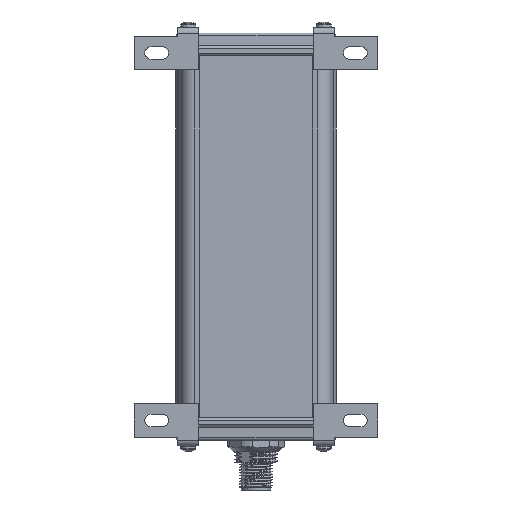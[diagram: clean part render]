
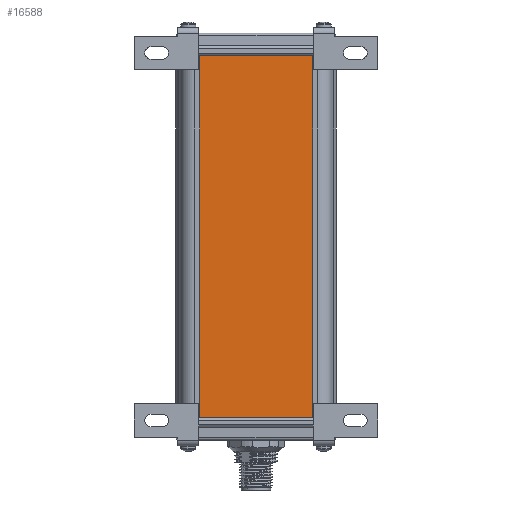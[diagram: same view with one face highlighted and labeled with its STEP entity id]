
A CAD part, front view. The second image highlights one B-rep face of the part: STEP entity #16588.
In plain terms, the highlighted planar face has unit normal (0, -1, 0).
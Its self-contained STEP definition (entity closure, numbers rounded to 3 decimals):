
#1681 = EDGE_LOOP ( 'NONE', ( #23889, #19154, #21247, #5101 ) ) ;
#3797 = VERTEX_POINT ( 'NONE', #20675 ) ;
#4605 = VERTEX_POINT ( 'NONE', #12087 ) ;
#5101 = ORIENTED_EDGE ( 'NONE', *, *, #15684, .F. ) ;
#5102 = CARTESIAN_POINT ( 'NONE',  ( -37.386, 12.835, 74.371 ) ) ;
#6146 = VECTOR ( 'NONE', #22620, 1000. ) ;
#6329 = DIRECTION ( 'NONE',  ( 0., -1., 0. ) ) ;
#6952 = VECTOR ( 'NONE', #23673, 1000. ) ;
#8307 = LINE ( 'NONE', #19861, #9538 ) ;
#9538 = VECTOR ( 'NONE', #17803, 1000. ) ;
#10679 = CARTESIAN_POINT ( 'NONE',  ( -77.386, 12.835, 74.371 ) ) ;
#11987 = CARTESIAN_POINT ( 'NONE',  ( -37.386, 12.835, -55.029 ) ) ;
#12087 = CARTESIAN_POINT ( 'NONE',  ( -77.386, 12.835, 74.371 ) ) ;
#15684 = EDGE_CURVE ( 'Defeatured_0_120+Defeatured_0_119+Defeatured_0_209+Defeatured_0_90', #3797, #4605, #16629, .T. ) ;
#15706 = EDGE_CURVE ( 'Defeatured_0_90+Defeatured_0_119+Defeatured_0_120+Defeatured_0_118', #4605, #23308, #17597, .T. ) ;
#16074 = PLANE ( 'NONE',  #19125 ) ;
#16158 = CARTESIAN_POINT ( 'NONE',  ( -77.386, 12.835, -55.029 ) ) ;
#16473 = LINE ( 'NONE', #11987, #6952 ) ;
#16588 = ADVANCED_FACE ( 'Defeatured_0_119', ( #21278 ), #16074, .T. ) ;
#16629 = LINE ( 'NONE', #24761, #6146 ) ;
#17597 = LINE ( 'NONE', #10679, #21879 ) ;
#17803 = DIRECTION ( 'NONE',  ( -1., 0., 0. ) ) ;
#18325 = DIRECTION ( 'NONE',  ( 0., 0., -1. ) ) ;
#19125 = AXIS2_PLACEMENT_3D ( 'NONE', #16158, #6329, #18325 ) ;
#19154 = ORIENTED_EDGE ( 'NONE', *, *, #21044, .T. ) ;
#19861 = CARTESIAN_POINT ( 'NONE',  ( -77.386, 12.835, -54.029 ) ) ;
#20544 = DIRECTION ( 'NONE',  ( 1., 0., 0. ) ) ;
#20675 = CARTESIAN_POINT ( 'NONE',  ( -77.386, 12.835, -54.029 ) ) ;
#21044 = EDGE_CURVE ( 'Defeatured_0_119+Defeatured_0_118+Defeatured_0_209+Defeatured_0_90', #23907, #23308, #16473, .T. ) ;
#21247 = ORIENTED_EDGE ( 'NONE', *, *, #15706, .F. ) ;
#21278 = FACE_OUTER_BOUND ( 'NONE', #1681, .T. ) ;
#21879 = VECTOR ( 'NONE', #20544, 1000. ) ;
#22620 = DIRECTION ( 'NONE',  ( 0., 0., 1. ) ) ;
#23308 = VERTEX_POINT ( 'NONE', #5102 ) ;
#23673 = DIRECTION ( 'NONE',  ( 0., 0., 1. ) ) ;
#23889 = ORIENTED_EDGE ( 'NONE', *, *, #25023, .F. ) ;
#23907 = VERTEX_POINT ( 'NONE', #25309 ) ;
#24761 = CARTESIAN_POINT ( 'NONE',  ( -77.386, 12.835, -55.029 ) ) ;
#25023 = EDGE_CURVE ( 'Defeatured_0_209+Defeatured_0_119+Defeatured_0_118+Defeatured_0_120', #23907, #3797, #8307, .T. ) ;
#25309 = CARTESIAN_POINT ( 'NONE',  ( -37.386, 12.835, -54.029 ) ) ;
